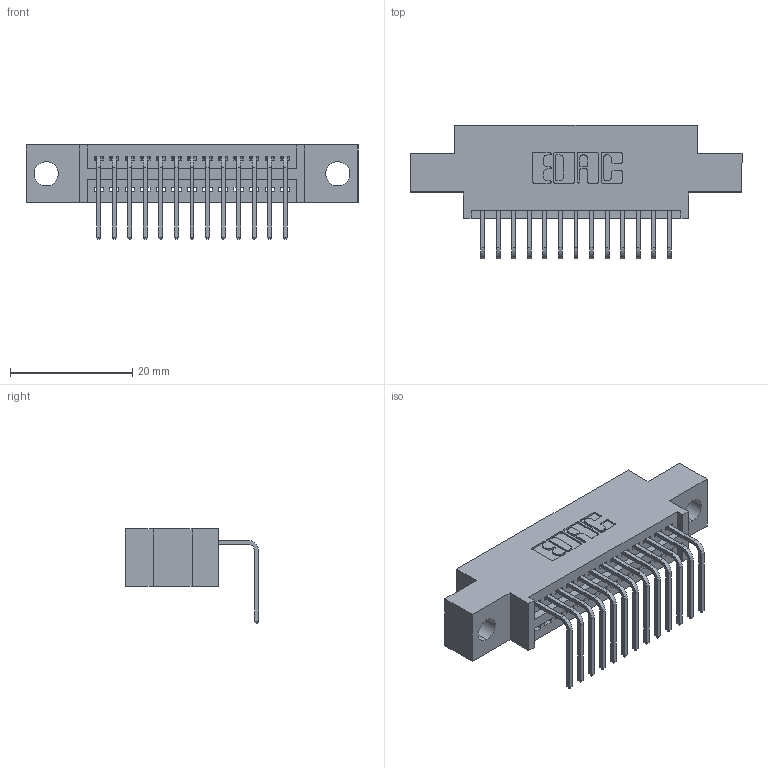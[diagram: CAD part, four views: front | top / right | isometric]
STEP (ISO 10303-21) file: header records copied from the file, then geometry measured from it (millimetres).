
FILE_DESCRIPTION (( 'STEP AP203' ), '1' );
FILE_NAME ('345-013-558-604.STEP', '2021-06-01T16:16:33', ( '' ), ( '' ), 'SwSTEP 2.0', 'SolidWorks 2020', '' );
FILE_SCHEMA (( 'CONFIG_CONTROL_DESIGN' ));
Length unit declared in the file: inch
Products named in the file (3): 345-013-558-604; 345 Part_0.170 Offset - 0.156 Dia-TI; 345-292-001_558 Tail - 2
Assembly tree (14 placements, depth 2):
  345-013-558-604
    345 Part_0.170 Offset - 0.156 Dia-TI
    345-292-001_558 Tail - 2  x13
Bounding box: 54.23 x 21.83 x 15.37 mm (x, y, z)
Volume: 4737.1 mm3; surface area: 6124.6 mm2
Topology: 14 solids, 14 shells, 924 faces, 2755 edges, 1818 vertices
Faces by surface type: plane 644, cylinder 280
Entity records: 14323 total; most frequent: CARTESIAN_POINT 2493, ORIENTED_EDGE 2438, DIRECTION 2217, EDGE_CURVE 1219, VECTOR 1035, LINE 1035, VERTEX_POINT 810, AXIS2_PLACEMENT_3D 591
